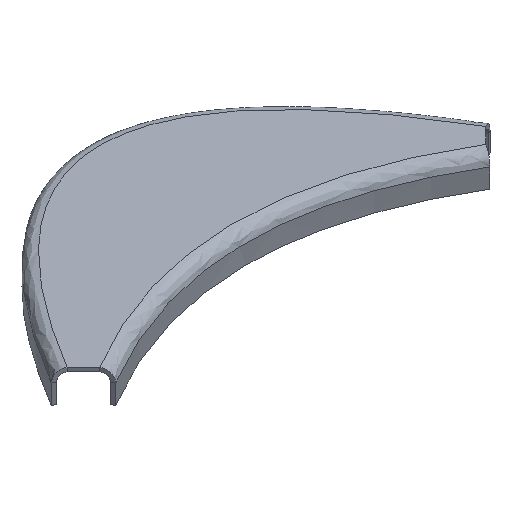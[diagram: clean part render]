
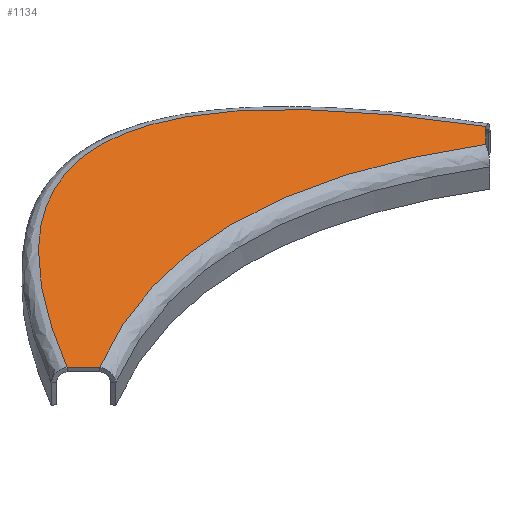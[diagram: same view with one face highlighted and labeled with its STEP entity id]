
A CAD part, isometric view. The second image highlights one B-rep face of the part: STEP entity #1134.
In plain terms, the highlighted planar face has unit normal (0, 0, 1).
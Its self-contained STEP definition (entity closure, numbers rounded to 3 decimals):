
#510=CARTESIAN_POINT('Vertex',(108.049,8.049,2.)) ;
#750=CARTESIAN_POINT('Vertex',(-108.399,8.399,2.)) ;
#754=CARTESIAN_POINT('Control Point',(108.049,8.049,2.)) ;
#755=CARTESIAN_POINT('Control Point',(100.253,21.242,2.)) ;
#756=CARTESIAN_POINT('Control Point',(91.934,34.126,2.)) ;
#757=CARTESIAN_POINT('Control Point',(83.108,46.36,2.)) ;
#758=CARTESIAN_POINT('Control Point',(67.373,65.508,2.)) ;
#759=CARTESIAN_POINT('Control Point',(48.615,81.575,2.)) ;
#760=CARTESIAN_POINT('Control Point',(40.874,87.101,2.)) ;
#761=CARTESIAN_POINT('Control Point',(28.308,94.085,2.)) ;
#762=CARTESIAN_POINT('Control Point',(14.604,98.042,2.)) ;
#763=CARTESIAN_POINT('Control Point',(9.751,98.981,2.)) ;
#764=CARTESIAN_POINT('Control Point',(0.123,99.914,2.)) ;
#765=CARTESIAN_POINT('Control Point',(-9.507,99.041,2.)) ;
#766=CARTESIAN_POINT('Control Point',(-14.215,98.174,2.)) ;
#767=CARTESIAN_POINT('Control Point',(-28.049,94.352,2.)) ;
#768=CARTESIAN_POINT('Control Point',(-40.758,87.417,2.)) ;
#769=CARTESIAN_POINT('Control Point',(-48.738,81.764,2.)) ;
#770=CARTESIAN_POINT('Control Point',(-67.647,65.619,2.)) ;
#771=CARTESIAN_POINT('Control Point',(-83.519,46.379,2.)) ;
#772=CARTESIAN_POINT('Control Point',(-92.317,34.247,2.)) ;
#773=CARTESIAN_POINT('Control Point',(-100.615,21.476,2.)) ;
#774=CARTESIAN_POINT('Control Point',(-108.399,8.399,2.)) ;
#1097=CARTESIAN_POINT('Vertex',(-100.,0.,2.)) ;
#1100=CARTESIAN_POINT('Line Origine',(-104.2,4.2,2.)) ;
#1112=CARTESIAN_POINT('Axis2P3D Location',(0.,0.,2.)) ;
#1118=CARTESIAN_POINT('Control Point',(100.,0.,2.)) ;
#1119=CARTESIAN_POINT('Control Point',(108.049,8.049,2.)) ;
#1120=CARTESIAN_POINT('Vertex',(100.,0.,2.)) ;
#1124=CARTESIAN_POINT('Control Point',(-100.,0.,2.)) ;
#1125=CARTESIAN_POINT('Control Point',(0.,60.,2.)) ;
#1126=CARTESIAN_POINT('Control Point',(100.,0.,2.)) ;
#1102=VECTOR('Line Direction',#1101,1.) ;
#1101=DIRECTION('Vector Direction',(0.707,-0.707,0.)) ;
#1113=DIRECTION('Axis2P3D Direction',(0.,0.,1.)) ;
#1114=DIRECTION('Axis2P3D XDirection',(1.,0.,0.)) ;
#1115=AXIS2_PLACEMENT_3D('Plane Axis2P3D',#1112,#1113,#1114) ;
#1103=LINE('Line',#1100,#1102) ;
#1116=PLANE('',#1115) ;
#775=EDGE_CURVE('',#511,#751,#753,.T.) ;
#1104=EDGE_CURVE('',#751,#1098,#1103,.T.) ;
#1122=EDGE_CURVE('',#1121,#511,#1117,.T.) ;
#1127=EDGE_CURVE('',#1098,#1121,#1123,.T.) ;
#1128=EDGE_LOOP('',(#1129,#1130,#1131,#1132)) ;
#1129=ORIENTED_EDGE('',*,*,#1122,.T.) ;
#1130=ORIENTED_EDGE('',*,*,#775,.T.) ;
#1131=ORIENTED_EDGE('',*,*,#1104,.T.) ;
#1132=ORIENTED_EDGE('',*,*,#1127,.T.) ;
#511=VERTEX_POINT('',#510) ;
#751=VERTEX_POINT('',#750) ;
#1098=VERTEX_POINT('',#1097) ;
#1121=VERTEX_POINT('',#1120) ;
#1134=ADVANCED_FACE('PartBody',(#1133),#1116,.T.) ;
#753=B_SPLINE_CURVE_WITH_KNOTS('',5,(#754,#755,#756,#757,#758,#759,#760,#761,#762,#763,#764,#765,#766,#767,#768,#769,#770,#771,#772,#773,#774),.UNSPECIFIED.,.F.,.U.,(6,3,3,3,3,3,6),(0.,77.383,126.585,152.881,178.364,228.904,305.753),.UNSPECIFIED.) ;
#1117=B_SPLINE_CURVE_WITH_KNOTS('',1,(#1118,#1119),.UNSPECIFIED.,.F.,.U.,(2,2),(-5.691,5.691),.UNSPECIFIED.) ;
#1123=B_SPLINE_CURVE_WITH_KNOTS('',2,(#1124,#1125,#1126),.UNSPECIFIED.,.F.,.U.,(3,3),(0.,208.806),.UNSPECIFIED.) ;
#1133=FACE_OUTER_BOUND('',#1128,.T.) ;
